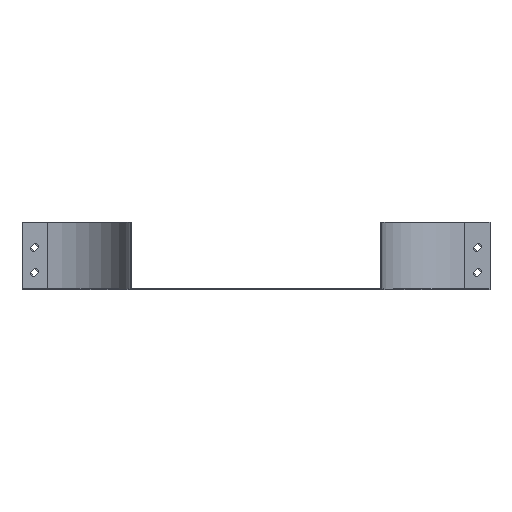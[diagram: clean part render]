
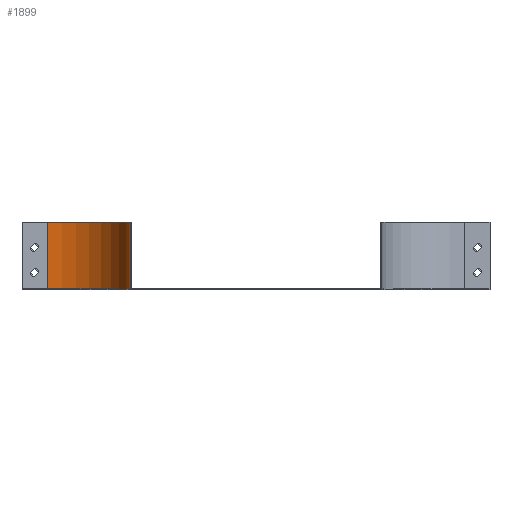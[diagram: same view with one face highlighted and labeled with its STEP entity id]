
A CAD part, top view. The second image highlights one B-rep face of the part: STEP entity #1899.
In plain terms, the highlighted cylindrical face has radius 100 mm (diameter 200 mm), a partial arc.
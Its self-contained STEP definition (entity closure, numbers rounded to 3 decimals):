
#40 = ORIENTED_EDGE ( 'NONE', *, *, #1725, .F. ) ;
#41 = ORIENTED_EDGE ( 'NONE', *, *, #1892, .F. ) ;
#42 = ORIENTED_EDGE ( 'NONE', *, *, #1893, .F. ) ;
#43 = ORIENTED_EDGE ( 'NONE', *, *, #1894, .T. ) ;
#410 = EDGE_LOOP ( 'NONE', ( #40, #41, #42, #43 ) ) ;
#651 = CARTESIAN_POINT ( 'NONE',  ( -150., 80., -30. ) ) ;
#705 = CARTESIAN_POINT ( 'NONE',  ( -150., 0., -30. ) ) ;
#713 = CARTESIAN_POINT ( 'NONE',  ( -250., 0., -130. ) ) ;
#745 = CARTESIAN_POINT ( 'NONE',  ( -250., 0., -30. ) ) ;
#746 = DIRECTION ( 'NONE',  ( 0., 1., 0. ) ) ;
#747 = DIRECTION ( 'NONE',  ( 0., 0., 1. ) ) ;
#782 = CARTESIAN_POINT ( 'NONE',  ( -250., 80., -130. ) ) ;
#859 = CARTESIAN_POINT ( 'NONE',  ( -250., 80., -30. ) ) ;
#860 = DIRECTION ( 'NONE',  ( 0., -1., 0. ) ) ;
#861 = DIRECTION ( 'NONE',  ( -1., 0., 0. ) ) ;
#878 = DIRECTION ( 'NONE',  ( 0., 0., -1. ) ) ;
#880 = DIRECTION ( 'NONE',  ( 0., -1., 0. ) ) ;
#881 = CARTESIAN_POINT ( 'NONE',  ( -250., 0.8, -30. ) ) ;
#1169 = VERTEX_POINT ( 'NONE', #651 ) ;
#1224 = VERTEX_POINT ( 'NONE', #705 ) ;
#1232 = VERTEX_POINT ( 'NONE', #713 ) ;
#1479 = CARTESIAN_POINT ( 'NONE',  ( -150., 0.8, -30. ) ) ;
#1483 = DIRECTION ( 'NONE',  ( 0., -1., 0. ) ) ;
#1487 = CARTESIAN_POINT ( 'NONE',  ( -250., 0.8, -130. ) ) ;
#1491 = DIRECTION ( 'NONE',  ( 0., -1., 0. ) ) ;
#1725 = EDGE_CURVE ( 'NONE', #1224, #1232, #2449, .T. ) ;
#1745 = VERTEX_POINT ( 'NONE', #782 ) ;
#1892 = EDGE_CURVE ( 'NONE', #1169, #1224, #2084, .T. ) ;
#1893 = EDGE_CURVE ( 'NONE', #1745, #1169, #2042, .T. ) ;
#1894 = EDGE_CURVE ( 'NONE', #1745, #1232, #2089, .T. ) ;
#1899 = ADVANCED_FACE ( 'NONE', ( #2103 ), #2108, .F. ) ;
#2042 = CIRCLE ( 'NONE', #2769, 100. ) ;
#2084 = LINE ( 'NONE', #1479, #2088 ) ;
#2088 = VECTOR ( 'NONE', #1491, 1000. ) ;
#2089 = LINE ( 'NONE', #1487, #2090 ) ;
#2090 = VECTOR ( 'NONE', #1483, 1000. ) ;
#2103 = FACE_OUTER_BOUND ( 'NONE', #410, .T. ) ;
#2108 = CYLINDRICAL_SURFACE ( 'NONE', #2774, 100. ) ;
#2449 = CIRCLE ( 'NONE', #2728, 100. ) ;
#2728 = AXIS2_PLACEMENT_3D ( 'NONE', #745, #746, #747 ) ;
#2769 = AXIS2_PLACEMENT_3D ( 'NONE', #859, #860, #861 ) ;
#2774 = AXIS2_PLACEMENT_3D ( 'NONE', #881, #880, #878 ) ;
